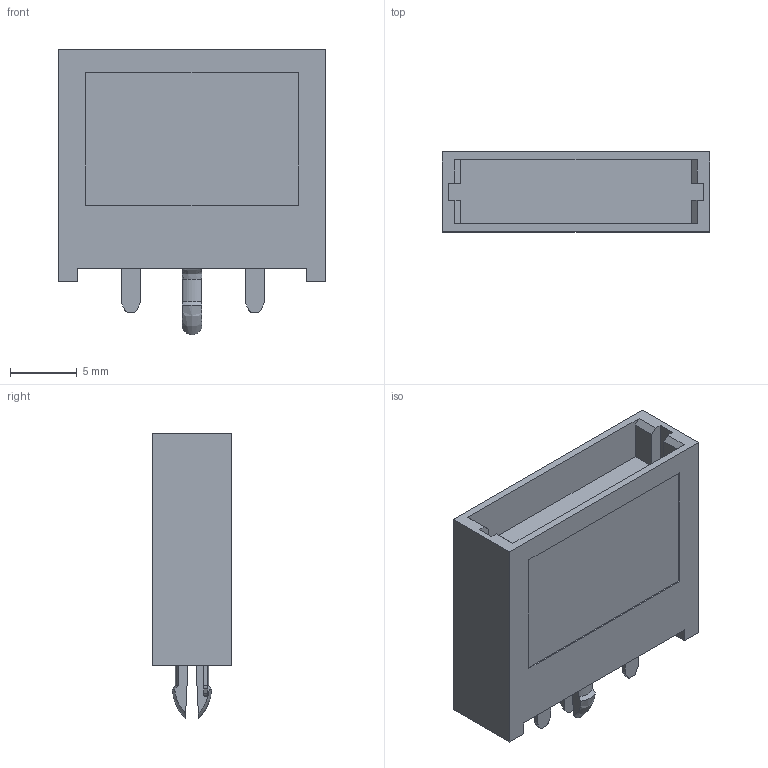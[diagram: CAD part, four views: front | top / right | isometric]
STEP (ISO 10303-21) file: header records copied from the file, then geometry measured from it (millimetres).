
FILE_DESCRIPTION (( 'STEP AP203' ), '1' );
FILE_NAME ('178.6164.0000.STEP', '2022-03-24T18:36:04', ( '' ), ( '' ), 'SwSTEP 2.0', 'SolidWorks 2021', '' );
FILE_SCHEMA (( 'CONFIG_CONTROL_DESIGN' ));
Length unit declared in the file: millimetre
Products named in the file (1): 178.6164.0000
Bounding box: 20.15 x 6 x 21.5 mm (x, y, z)
Volume: 1625.5 mm3; surface area: 1504.8 mm2
Topology: 1 solids, 1 shells, 175 faces, 477 edges, 314 vertices
Faces by surface type: plane 126, bspline 44, cone 3, cylinder 2
Entity records: 6064 total; most frequent: CARTESIAN_POINT 1991, ORIENTED_EDGE 954, DIRECTION 635, EDGE_CURVE 477, VECTOR 355, LINE 355, VERTEX_POINT 314, EDGE_LOOP 185
